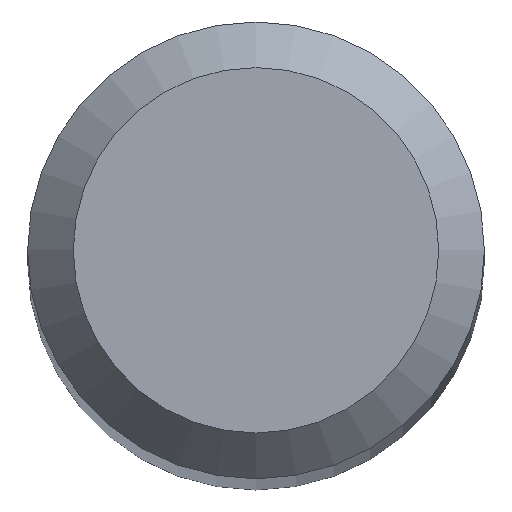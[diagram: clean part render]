
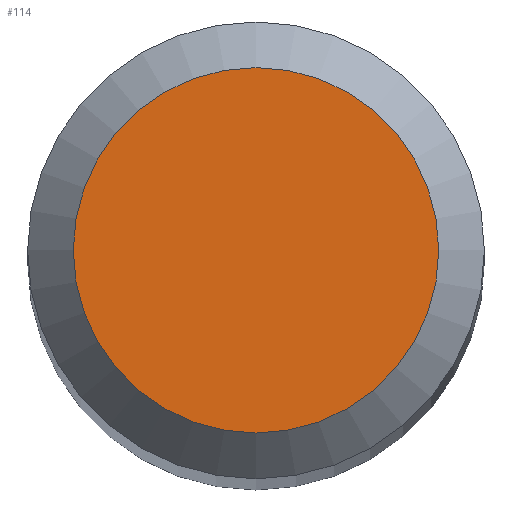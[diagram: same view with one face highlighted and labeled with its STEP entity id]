
A CAD part, top view. The second image highlights one B-rep face of the part: STEP entity #114.
In plain terms, the highlighted planar face has unit normal (0, 0, 1).
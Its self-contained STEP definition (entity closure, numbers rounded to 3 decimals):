
#3 = EDGE_LOOP ( 'NONE', ( #86 ) ) ;
#69 = FACE_OUTER_BOUND ( 'NONE', #3, .T. ) ;
#76 = VERTEX_POINT ( 'NONE', #119 ) ;
#85 = AXIS2_PLACEMENT_3D ( 'NONE', #214, #247, #135 ) ;
#86 = ORIENTED_EDGE ( 'NONE', *, *, #292, .F. ) ;
#111 = PLANE ( 'NONE',  #293 ) ;
#114 = ADVANCED_FACE ( 'NONE', ( #69 ), #111, .F. ) ;
#116 = CARTESIAN_POINT ( 'NONE',  ( 0., 0., 46. ) ) ;
#119 = CARTESIAN_POINT ( 'NONE',  ( 0., 1.2, 46. ) ) ;
#135 = DIRECTION ( 'NONE',  ( 0., 1., 0. ) ) ;
#173 = CIRCLE ( 'NONE', #85, 1.2 ) ;
#187 = DIRECTION ( 'NONE',  ( 0., 0., -1. ) ) ;
#189 = DIRECTION ( 'NONE',  ( 0., 1., 0. ) ) ;
#214 = CARTESIAN_POINT ( 'NONE',  ( 0., 0., 46. ) ) ;
#247 = DIRECTION ( 'NONE',  ( 0., 0., -1. ) ) ;
#292 = EDGE_CURVE ( 'NONE', #76, #76, #173, .T. ) ;
#293 = AXIS2_PLACEMENT_3D ( 'NONE', #116, #187, #189 ) ;
